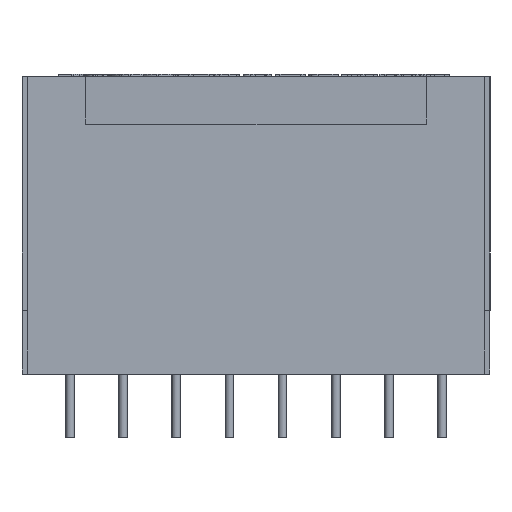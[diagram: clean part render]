
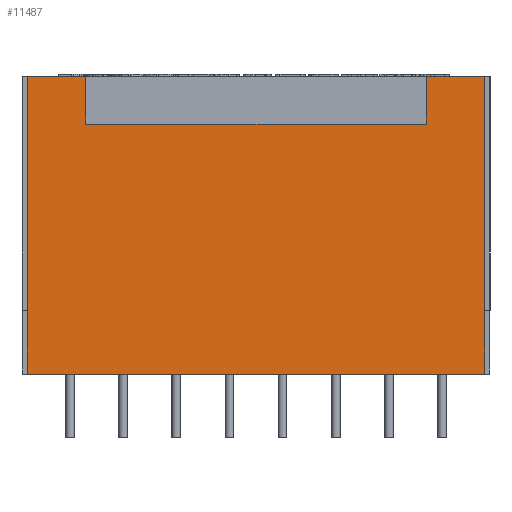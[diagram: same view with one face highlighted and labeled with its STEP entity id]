
A CAD part, front view. The second image highlights one B-rep face of the part: STEP entity #11487.
In plain terms, the highlighted planar face has unit normal (0, -1, 0.009).
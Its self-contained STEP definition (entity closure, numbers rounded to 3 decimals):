
#965=FACE_OUTER_BOUND('',#1628,.T.);
#1628=EDGE_LOOP('',(#7606,#7607,#7608,#7609,#7610,#7611,#7612,#7613));
#2320=LINE('',#14728,#3506);
#2321=LINE('',#14730,#3507);
#2322=LINE('',#14732,#3508);
#2323=LINE('',#14734,#3509);
#2324=LINE('',#14736,#3510);
#2325=LINE('',#14738,#3511);
#2326=LINE('',#14740,#3512);
#2327=LINE('',#14741,#3513);
#3506=VECTOR('',#12650,10.);
#3507=VECTOR('',#12651,10.);
#3508=VECTOR('',#12652,10.);
#3509=VECTOR('',#12653,10.);
#3510=VECTOR('',#12654,10.);
#3511=VECTOR('',#12655,10.);
#3512=VECTOR('',#12656,10.);
#3513=VECTOR('',#12657,10.);
#4692=VERTEX_POINT('',#14726);
#4693=VERTEX_POINT('',#14727);
#4694=VERTEX_POINT('',#14729);
#4695=VERTEX_POINT('',#14731);
#4696=VERTEX_POINT('',#14733);
#4697=VERTEX_POINT('',#14735);
#4698=VERTEX_POINT('',#14737);
#4699=VERTEX_POINT('',#14739);
#5856=EDGE_CURVE('',#4692,#4693,#2320,.T.);
#5857=EDGE_CURVE('',#4693,#4694,#2321,.T.);
#5858=EDGE_CURVE('',#4694,#4695,#2322,.T.);
#5859=EDGE_CURVE('',#4695,#4696,#2323,.T.);
#5860=EDGE_CURVE('',#4696,#4697,#2324,.T.);
#5861=EDGE_CURVE('',#4698,#4697,#2325,.T.);
#5862=EDGE_CURVE('',#4698,#4699,#2326,.T.);
#5863=EDGE_CURVE('',#4699,#4692,#2327,.T.);
#7606=ORIENTED_EDGE('',*,*,#5856,.T.);
#7607=ORIENTED_EDGE('',*,*,#5857,.T.);
#7608=ORIENTED_EDGE('',*,*,#5858,.T.);
#7609=ORIENTED_EDGE('',*,*,#5859,.T.);
#7610=ORIENTED_EDGE('',*,*,#5860,.T.);
#7611=ORIENTED_EDGE('',*,*,#5861,.F.);
#7612=ORIENTED_EDGE('',*,*,#5862,.T.);
#7613=ORIENTED_EDGE('',*,*,#5863,.T.);
#11106=PLANE('',#12201);
#11487=ADVANCED_FACE('',(#965),#11106,.T.);
#12201=AXIS2_PLACEMENT_3D('',#14725,#12648,#12649);
#12648=DIRECTION('center_axis',(0.,-1.,0.009));
#12649=DIRECTION('ref_axis',(0.,-0.009,-1.));
#12650=DIRECTION('',(0.,-0.009,-1.));
#12651=DIRECTION('',(-1.,0.,0.));
#12652=DIRECTION('',(0.,0.009,1.));
#12653=DIRECTION('',(-1.,0.,0.));
#12654=DIRECTION('',(0.,-0.009,-1.));
#12655=DIRECTION('',(-1.,0.,0.));
#12656=DIRECTION('',(0.,0.009,1.));
#12657=DIRECTION('',(-1.,0.,0.));
#14725=CARTESIAN_POINT('Origin',(0.,-26.5,28.));
#14726=CARTESIAN_POINT('',(16.,-26.5,28.));
#14727=CARTESIAN_POINT('',(16.,-26.54,23.5));
#14728=CARTESIAN_POINT('',(16.,-26.5,28.039));
#14729=CARTESIAN_POINT('',(-16.,-26.54,23.5));
#14730=CARTESIAN_POINT('',(0.,-26.54,23.5));
#14731=CARTESIAN_POINT('',(-16.,-26.5,28.));
#14732=CARTESIAN_POINT('',(-16.,-26.5,27.999));
#14733=CARTESIAN_POINT('',(-21.5,-26.5,28.));
#14734=CARTESIAN_POINT('',(0.,-26.5,28.));
#14735=CARTESIAN_POINT('',(-21.5,-26.75,0.));
#14736=CARTESIAN_POINT('',(-21.5,-26.625,14.026));
#14737=CARTESIAN_POINT('',(21.5,-26.75,0.));
#14738=CARTESIAN_POINT('',(22.,-26.75,0.));
#14739=CARTESIAN_POINT('',(21.5,-26.5,28.));
#14740=CARTESIAN_POINT('',(21.5,-26.625,14.));
#14741=CARTESIAN_POINT('',(0.,-26.5,28.));
